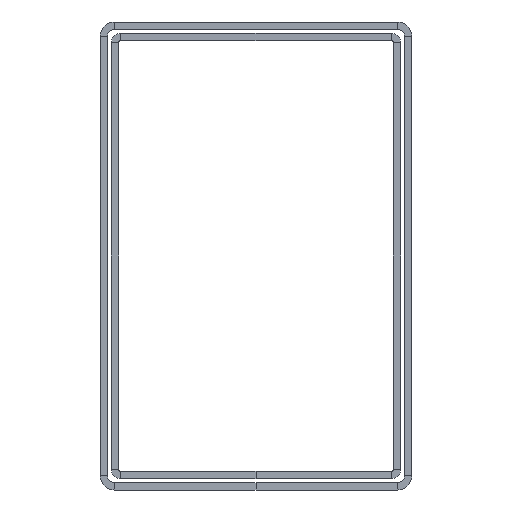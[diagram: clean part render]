
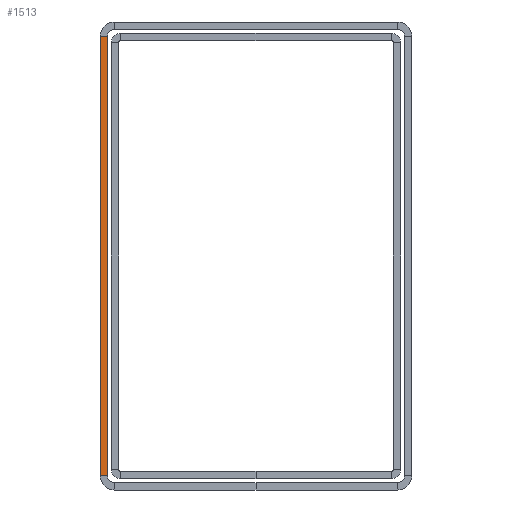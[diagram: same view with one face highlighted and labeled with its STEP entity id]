
A CAD part, front view. The second image highlights one B-rep face of the part: STEP entity #1513.
In plain terms, the highlighted planar face has unit normal (0, -1, 0).
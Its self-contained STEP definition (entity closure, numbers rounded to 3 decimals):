
#125 = DIRECTION ( 'NONE',  ( 0., -1., 0. ) ) ;
#134 = VECTOR ( 'NONE', #195, 1000. ) ;
#176 = FACE_OUTER_BOUND ( 'NONE', #332, .T. ) ;
#179 = VECTOR ( 'NONE', #1229, 1000. ) ;
#181 = VECTOR ( 'NONE', #1064, 1000. ) ;
#195 = DIRECTION ( 'NONE',  ( 1., 0., 0. ) ) ;
#296 = CARTESIAN_POINT ( 'NONE',  ( -5.5, 0., -76.9 ) ) ;
#332 = EDGE_LOOP ( 'NONE', ( #1619, #1454, #911, #1450 ) ) ;
#384 = LINE ( 'NONE', #1541, #179 ) ;
#464 = CARTESIAN_POINT ( 'NONE',  ( -233.1, 0., -76.9 ) ) ;
#570 = LINE ( 'NONE', #1672, #181 ) ;
#591 = VECTOR ( 'NONE', #1614, 1000. ) ;
#607 = VERTEX_POINT ( 'NONE', #1090 ) ;
#697 = EDGE_CURVE ( 'NONE', #607, #1153, #1193, .T. ) ;
#715 = VERTEX_POINT ( 'NONE', #1670 ) ;
#743 = PLANE ( 'NONE',  #1922 ) ;
#911 = ORIENTED_EDGE ( 'NONE', *, *, #1298, .T. ) ;
#936 = EDGE_CURVE ( 'NONE', #1627, #715, #1321, .T. ) ;
#1063 = EDGE_CURVE ( 'NONE', #1153, #715, #570, .T. ) ;
#1064 = DIRECTION ( 'NONE',  ( 0., 0., -1. ) ) ;
#1090 = CARTESIAN_POINT ( 'NONE',  ( -233.1, 0., -76.9 ) ) ;
#1153 = VERTEX_POINT ( 'NONE', #296 ) ;
#1182 = DIRECTION ( 'NONE',  ( 0., 0., -1. ) ) ;
#1193 = LINE ( 'NONE', #464, #134 ) ;
#1229 = DIRECTION ( 'NONE',  ( 0., 0., -1. ) ) ;
#1298 = EDGE_CURVE ( 'NONE', #607, #1627, #384, .T. ) ;
#1321 = LINE ( 'NONE', #1771, #591 ) ;
#1450 = ORIENTED_EDGE ( 'NONE', *, *, #936, .T. ) ;
#1454 = ORIENTED_EDGE ( 'NONE', *, *, #697, .F. ) ;
#1483 = CARTESIAN_POINT ( 'NONE',  ( -233.1, 0., -76.9 ) ) ;
#1513 = ADVANCED_FACE ( 'NONE', ( #176 ), #743, .T. ) ;
#1541 = CARTESIAN_POINT ( 'NONE',  ( -233.1, 0., -76.9 ) ) ;
#1614 = DIRECTION ( 'NONE',  ( 1., 0., 0. ) ) ;
#1619 = ORIENTED_EDGE ( 'NONE', *, *, #1063, .F. ) ;
#1627 = VERTEX_POINT ( 'NONE', #1677 ) ;
#1670 = CARTESIAN_POINT ( 'NONE',  ( -5.5, 0., -80.7 ) ) ;
#1672 = CARTESIAN_POINT ( 'NONE',  ( -5.5, 0., -76.9 ) ) ;
#1677 = CARTESIAN_POINT ( 'NONE',  ( -233.1, 0., -80.7 ) ) ;
#1771 = CARTESIAN_POINT ( 'NONE',  ( -233.1, 0., -80.7 ) ) ;
#1922 = AXIS2_PLACEMENT_3D ( 'NONE', #1483, #125, #1182 ) ;
